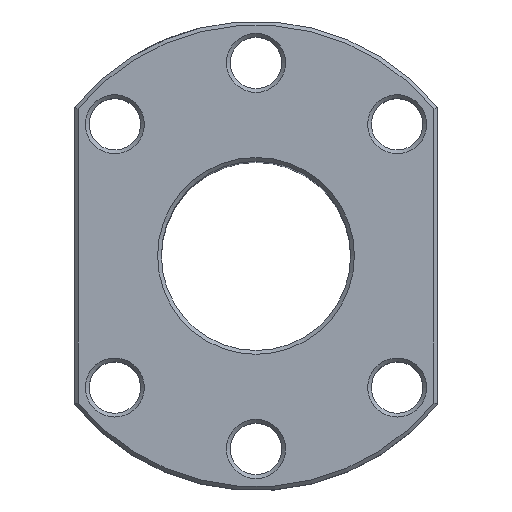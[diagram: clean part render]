
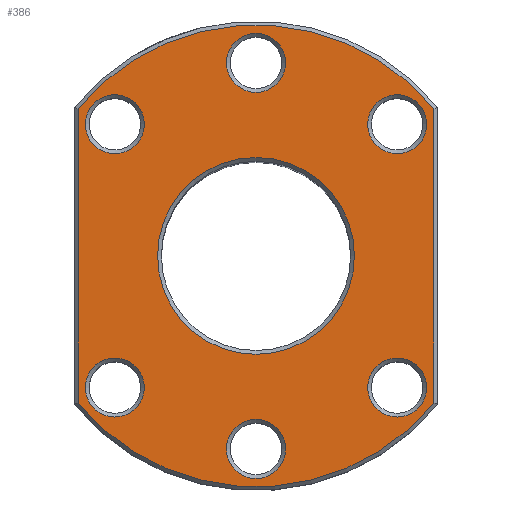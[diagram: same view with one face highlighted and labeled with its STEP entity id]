
A CAD part, top view. The second image highlights one B-rep face of the part: STEP entity #386.
In plain terms, the highlighted planar face has unit normal (0, 0, 1).
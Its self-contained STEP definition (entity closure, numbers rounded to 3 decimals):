
#144=PLANE('',#3507);
#386=ADVANCED_FACE('',(#1091,#1092,#1093,#1094,#1095,#1096,#1097,#1098),
#144,.T.);
#605=LINE('',#5421,#775);
#606=LINE('',#5426,#776);
#775=VECTOR('',#3758,1.);
#776=VECTOR('',#3761,1.);
#1043=CIRCLE('',#3498,30.5);
#1044=CIRCLE('',#3499,30.5);
#1045=CIRCLE('',#3500,3.9);
#1046=CIRCLE('',#3501,3.9);
#1047=CIRCLE('',#3502,3.9);
#1048=CIRCLE('',#3503,3.9);
#1049=CIRCLE('',#3504,3.9);
#1050=CIRCLE('',#3505,3.9);
#1051=CIRCLE('',#3506,13.);
#1091=FACE_BOUND('',#1176,.T.);
#1092=FACE_BOUND('',#1177,.T.);
#1093=FACE_BOUND('',#1178,.T.);
#1094=FACE_BOUND('',#1179,.T.);
#1095=FACE_BOUND('',#1180,.T.);
#1096=FACE_BOUND('',#1181,.T.);
#1097=FACE_BOUND('',#1182,.T.);
#1098=FACE_BOUND('',#1183,.T.);
#1176=EDGE_LOOP('',(#1547,#1548,#1549,#1550));
#1177=EDGE_LOOP('',(#1551));
#1178=EDGE_LOOP('',(#1552));
#1179=EDGE_LOOP('',(#1553));
#1180=EDGE_LOOP('',(#1554));
#1181=EDGE_LOOP('',(#1555));
#1182=EDGE_LOOP('',(#1556));
#1183=EDGE_LOOP('',(#1557));
#1547=ORIENTED_EDGE('',*,*,#2801,.T.);
#1548=ORIENTED_EDGE('',*,*,#2802,.T.);
#1549=ORIENTED_EDGE('',*,*,#2803,.T.);
#1550=ORIENTED_EDGE('',*,*,#2804,.T.);
#1551=ORIENTED_EDGE('',*,*,#2805,.T.);
#1552=ORIENTED_EDGE('',*,*,#2806,.T.);
#1553=ORIENTED_EDGE('',*,*,#2807,.T.);
#1554=ORIENTED_EDGE('',*,*,#2808,.T.);
#1555=ORIENTED_EDGE('',*,*,#2809,.T.);
#1556=ORIENTED_EDGE('',*,*,#2810,.T.);
#1557=ORIENTED_EDGE('',*,*,#2811,.T.);
#2475=VERTEX_POINT('',#5422);
#2476=VERTEX_POINT('',#5423);
#2477=VERTEX_POINT('',#5425);
#2478=VERTEX_POINT('',#5427);
#2479=VERTEX_POINT('',#5430);
#2480=VERTEX_POINT('',#5432);
#2481=VERTEX_POINT('',#5434);
#2482=VERTEX_POINT('',#5436);
#2483=VERTEX_POINT('',#5438);
#2484=VERTEX_POINT('',#5440);
#2485=VERTEX_POINT('',#5442);
#2801=EDGE_CURVE('',#2475,#2476,#605,.T.);
#2802=EDGE_CURVE('',#2476,#2477,#1043,.T.);
#2803=EDGE_CURVE('',#2477,#2478,#606,.T.);
#2804=EDGE_CURVE('',#2478,#2475,#1044,.T.);
#2805=EDGE_CURVE('',#2479,#2479,#1045,.T.);
#2806=EDGE_CURVE('',#2480,#2480,#1046,.T.);
#2807=EDGE_CURVE('',#2481,#2481,#1047,.T.);
#2808=EDGE_CURVE('',#2482,#2482,#1048,.T.);
#2809=EDGE_CURVE('',#2483,#2483,#1049,.T.);
#2810=EDGE_CURVE('',#2484,#2484,#1050,.T.);
#2811=EDGE_CURVE('',#2485,#2485,#1051,.T.);
#3498=AXIS2_PLACEMENT_3D('',#5424,#3759,#3760);
#3499=AXIS2_PLACEMENT_3D('',#5428,#3762,#3763);
#3500=AXIS2_PLACEMENT_3D('',#5429,#3764,#3765);
#3501=AXIS2_PLACEMENT_3D('',#5431,#3766,#3767);
#3502=AXIS2_PLACEMENT_3D('',#5433,#3768,#3769);
#3503=AXIS2_PLACEMENT_3D('',#5435,#3770,#3771);
#3504=AXIS2_PLACEMENT_3D('',#5437,#3772,#3773);
#3505=AXIS2_PLACEMENT_3D('',#5439,#3774,#3775);
#3506=AXIS2_PLACEMENT_3D('',#5441,#3776,#3777);
#3507=AXIS2_PLACEMENT_3D('',#5443,#3778,#3779);
#3758=DIRECTION('',(0.,-1.,0.));
#3759=DIRECTION('',(0.,0.,1.));
#3760=DIRECTION('',(1.,0.,0.));
#3761=DIRECTION('',(0.,1.,0.));
#3762=DIRECTION('',(0.,0.,1.));
#3763=DIRECTION('',(1.,0.,0.));
#3764=DIRECTION('',(0.,0.,-1.));
#3765=DIRECTION('',(1.,0.,0.));
#3766=DIRECTION('',(0.,0.,-1.));
#3767=DIRECTION('',(1.,0.,0.));
#3768=DIRECTION('',(0.,0.,-1.));
#3769=DIRECTION('',(1.,0.,0.));
#3770=DIRECTION('',(0.,0.,-1.));
#3771=DIRECTION('',(1.,0.,0.));
#3772=DIRECTION('',(0.,0.,-1.));
#3773=DIRECTION('',(1.,0.,0.));
#3774=DIRECTION('',(0.,0.,-1.));
#3775=DIRECTION('',(1.,0.,0.));
#3776=DIRECTION('',(0.,0.,-1.));
#3777=DIRECTION('',(1.,0.,0.));
#3778=DIRECTION('',(0.,0.,1.));
#3779=DIRECTION('',(1.,0.,0.));
#5421=CARTESIAN_POINT('',(-23.5,-19.621,0.));
#5422=CARTESIAN_POINT('',(-23.5,19.442,0.));
#5423=CARTESIAN_POINT('',(-23.5,-19.442,0.));
#5424=CARTESIAN_POINT('',(0.,0.,0.));
#5425=CARTESIAN_POINT('',(23.5,-19.442,0.));
#5426=CARTESIAN_POINT('',(23.5,19.621,0.));
#5427=CARTESIAN_POINT('',(23.5,19.442,0.));
#5428=CARTESIAN_POINT('',(0.,0.,0.));
#5429=CARTESIAN_POINT('',(-18.65,-17.391,0.));
#5430=CARTESIAN_POINT('',(-14.75,-17.391,0.));
#5431=CARTESIAN_POINT('',(0.,-25.5,0.));
#5432=CARTESIAN_POINT('',(3.9,-25.5,0.));
#5433=CARTESIAN_POINT('',(18.65,-17.391,0.));
#5434=CARTESIAN_POINT('',(22.55,-17.391,0.));
#5435=CARTESIAN_POINT('',(18.65,17.391,0.));
#5436=CARTESIAN_POINT('',(22.55,17.391,0.));
#5437=CARTESIAN_POINT('',(0.,25.5,0.));
#5438=CARTESIAN_POINT('',(3.9,25.5,0.));
#5439=CARTESIAN_POINT('',(-18.65,17.391,0.));
#5440=CARTESIAN_POINT('',(-14.75,17.391,0.));
#5441=CARTESIAN_POINT('',(0.,0.,0.));
#5442=CARTESIAN_POINT('',(13.,0.,0.));
#5443=CARTESIAN_POINT('',(0.,0.,0.));
